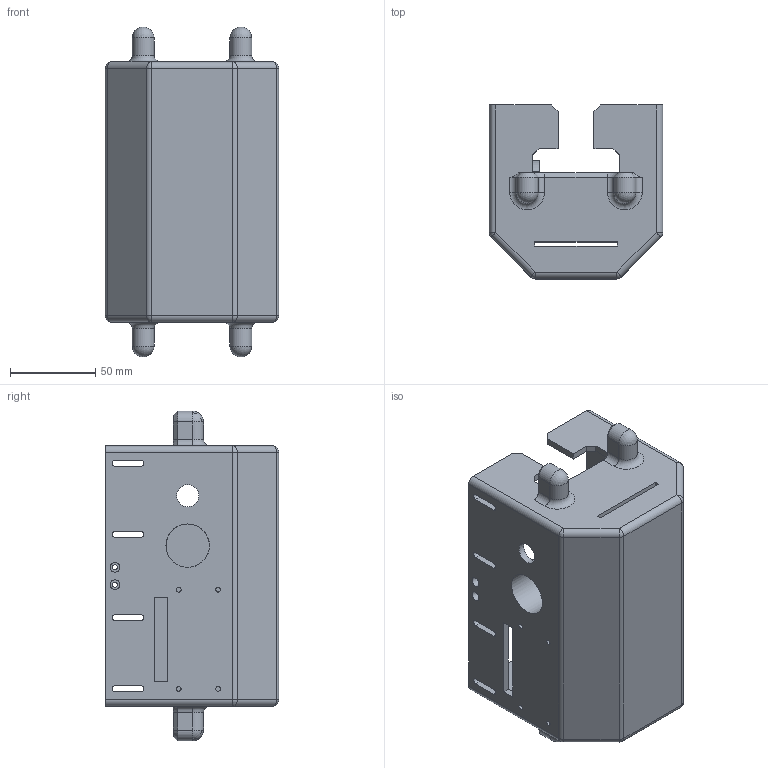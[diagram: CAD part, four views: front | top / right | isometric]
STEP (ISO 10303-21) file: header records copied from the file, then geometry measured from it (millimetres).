
FILE_DESCRIPTION(/* description */ (''),/* implementation_level */ '2;1');
FILE_NAME(/* name */ 'v6.1.1_Chassis v6.step',/* time_stamp */ '2019-06-10T09:20:07-07:00',/* author */ (''),/* organization */ (''),/* preprocessor_version */ 'ST-DEVELOPER v18',/* originating_system */ 'Autodesk Translation Framework v8.2.0.1029',/* authorisation */ '');
FILE_SCHEMA (('AUTOMOTIVE_DESIGN { 1 0 10303 214 3 1 1 }'));
Length unit declared in the file: inch
Products named in the file (2): v6.1.1_Chassis; Motor Mount Rail 6.1.1 v2
Assembly tree (1 placements, depth 2):
  v6.1.1_Chassis
    Motor Mount Rail 6.1.1 v2
Bounding box: 101.6 x 101.6 x 193.04 mm (x, y, z)
Volume: 214490.5 mm3; surface area: 123631.7 mm2
Topology: 1 solids, 1 shells, 226 faces, 606 edges, 383 vertices
Faces by surface type: plane 122, cylinder 76, sphere 12, cone 12, torus 4
Full cylindrical faces by diameter (mm): 2.75 x4, 3.048 x4, 4.75 x4, 5.715 x4, 12.954 x2, 25.4 x1
Entity records: 7134 total; most frequent: DIRECTION 1247, CARTESIAN_POINT 1219, ORIENTED_EDGE 1196, EDGE_CURVE 598, AXIS2_PLACEMENT_3D 423, LINE 401, VECTOR 401, VERTEX_POINT 383
